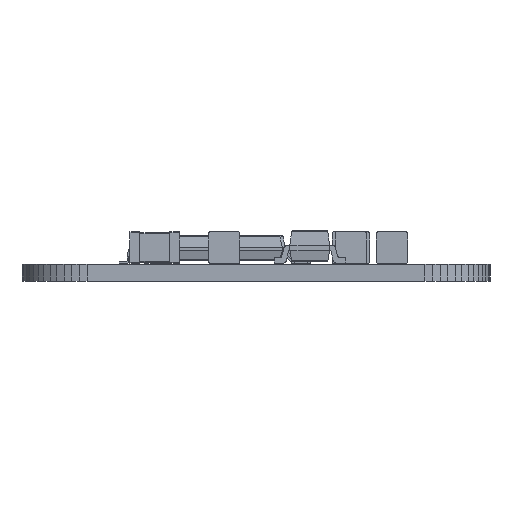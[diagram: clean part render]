
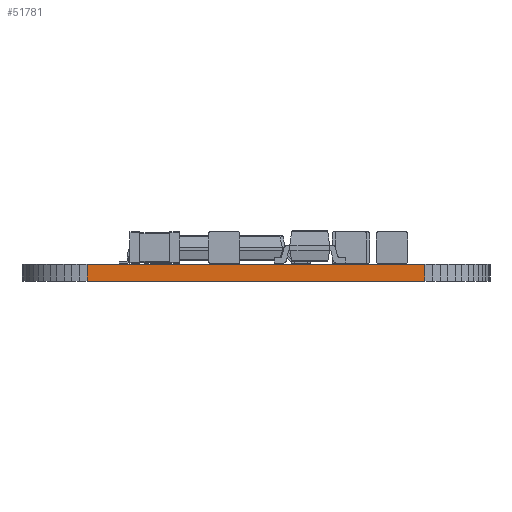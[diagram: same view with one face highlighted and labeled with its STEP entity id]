
A CAD part, front view. The second image highlights one B-rep face of the part: STEP entity #51781.
In plain terms, the highlighted planar face has unit normal (0, -1, 0).
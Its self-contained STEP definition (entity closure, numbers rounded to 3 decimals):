
#44590 = PLANE('',#44591);
#44591 = AXIS2_PLACEMENT_3D('',#44592,#44593,#44594);
#44592 = CARTESIAN_POINT('',(7.62,-18.882,0.68));
#44593 = DIRECTION('',(-0.,-0.,-1.));
#44594 = DIRECTION('',(-1.,0.,0.));
#44644 = PLANE('',#44645);
#44645 = AXIS2_PLACEMENT_3D('',#44646,#44647,#44648);
#44646 = CARTESIAN_POINT('',(7.62,-18.882,0.));
#44647 = DIRECTION('',(-0.,-0.,-1.));
#44648 = DIRECTION('',(-1.,0.,0.));
#45481 = VERTEX_POINT('',#45482);
#45482 = CARTESIAN_POINT('',(14.404,-40.714,0.));
#45496 = PLANE('',#45497);
#45497 = AXIS2_PLACEMENT_3D('',#45498,#45499,#45500);
#45498 = CARTESIAN_POINT('',(14.719,-40.695,0.));
#45499 = DIRECTION('',(0.06,-0.998,0.));
#45500 = DIRECTION('',(-0.998,-0.06,0.));
#45508 = EDGE_CURVE('',#45481,#45509,#45511,.T.);
#45509 = VERTEX_POINT('',#45510);
#45510 = CARTESIAN_POINT('',(0.836,-40.714,0.));
#45511 = SURFACE_CURVE('',#45512,(#45516,#45523),.PCURVE_S1.);
#45512 = LINE('',#45513,#45514);
#45513 = CARTESIAN_POINT('',(14.404,-40.714,0.));
#45514 = VECTOR('',#45515,1.);
#45515 = DIRECTION('',(-1.,0.,0.));
#45516 = PCURVE('',#44644,#45517);
#45517 = DEFINITIONAL_REPRESENTATION('',(#45518),#45522);
#45518 = LINE('',#45519,#45520);
#45519 = CARTESIAN_POINT('',(-6.784,-21.832));
#45520 = VECTOR('',#45521,1.);
#45521 = DIRECTION('',(1.,0.));
#45522 = ( GEOMETRIC_REPRESENTATION_CONTEXT(2) 
PARAMETRIC_REPRESENTATION_CONTEXT() REPRESENTATION_CONTEXT('2D SPACE',''
  ) );
#45523 = PCURVE('',#45524,#45529);
#45524 = PLANE('',#45525);
#45525 = AXIS2_PLACEMENT_3D('',#45526,#45527,#45528);
#45526 = CARTESIAN_POINT('',(14.404,-40.714,0.));
#45527 = DIRECTION('',(0.,-1.,0.));
#45528 = DIRECTION('',(-1.,0.,0.));
#45529 = DEFINITIONAL_REPRESENTATION('',(#45530),#45534);
#45530 = LINE('',#45531,#45532);
#45531 = CARTESIAN_POINT('',(0.,0.));
#45532 = VECTOR('',#45533,1.);
#45533 = DIRECTION('',(1.,0.));
#45534 = ( GEOMETRIC_REPRESENTATION_CONTEXT(2) 
PARAMETRIC_REPRESENTATION_CONTEXT() REPRESENTATION_CONTEXT('2D SPACE',''
  ) );
#45552 = PLANE('',#45553);
#45553 = AXIS2_PLACEMENT_3D('',#45554,#45555,#45556);
#45554 = CARTESIAN_POINT('',(0.836,-40.714,0.));
#45555 = DIRECTION('',(-0.06,-0.998,0.));
#45556 = DIRECTION('',(-0.998,0.06,0.));
#48412 = VERTEX_POINT('',#48413);
#48413 = CARTESIAN_POINT('',(14.404,-40.714,0.68));
#48434 = EDGE_CURVE('',#48412,#48435,#48437,.T.);
#48435 = VERTEX_POINT('',#48436);
#48436 = CARTESIAN_POINT('',(0.836,-40.714,0.68));
#48437 = SURFACE_CURVE('',#48438,(#48442,#48449),.PCURVE_S1.);
#48438 = LINE('',#48439,#48440);
#48439 = CARTESIAN_POINT('',(14.404,-40.714,0.68));
#48440 = VECTOR('',#48441,1.);
#48441 = DIRECTION('',(-1.,0.,0.));
#48442 = PCURVE('',#44590,#48443);
#48443 = DEFINITIONAL_REPRESENTATION('',(#48444),#48448);
#48444 = LINE('',#48445,#48446);
#48445 = CARTESIAN_POINT('',(-6.784,-21.832));
#48446 = VECTOR('',#48447,1.);
#48447 = DIRECTION('',(1.,0.));
#48448 = ( GEOMETRIC_REPRESENTATION_CONTEXT(2) 
PARAMETRIC_REPRESENTATION_CONTEXT() REPRESENTATION_CONTEXT('2D SPACE',''
  ) );
#48449 = PCURVE('',#45524,#48450);
#48450 = DEFINITIONAL_REPRESENTATION('',(#48451),#48455);
#48451 = LINE('',#48452,#48453);
#48452 = CARTESIAN_POINT('',(0.,-0.68));
#48453 = VECTOR('',#48454,1.);
#48454 = DIRECTION('',(1.,0.));
#48455 = ( GEOMETRIC_REPRESENTATION_CONTEXT(2) 
PARAMETRIC_REPRESENTATION_CONTEXT() REPRESENTATION_CONTEXT('2D SPACE',''
  ) );
#51733 = EDGE_CURVE('',#45481,#48412,#51734,.T.);
#51734 = SURFACE_CURVE('',#51735,(#51739,#51746),.PCURVE_S1.);
#51735 = LINE('',#51736,#51737);
#51736 = CARTESIAN_POINT('',(14.404,-40.714,0.));
#51737 = VECTOR('',#51738,1.);
#51738 = DIRECTION('',(0.,0.,1.));
#51739 = PCURVE('',#45496,#51740);
#51740 = DEFINITIONAL_REPRESENTATION('',(#51741),#51745);
#51741 = LINE('',#51742,#51743);
#51742 = CARTESIAN_POINT('',(0.316,0.));
#51743 = VECTOR('',#51744,1.);
#51744 = DIRECTION('',(0.,-1.));
#51745 = ( GEOMETRIC_REPRESENTATION_CONTEXT(2) 
PARAMETRIC_REPRESENTATION_CONTEXT() REPRESENTATION_CONTEXT('2D SPACE',''
  ) );
#51746 = PCURVE('',#45524,#51747);
#51747 = DEFINITIONAL_REPRESENTATION('',(#51748),#51752);
#51748 = LINE('',#51749,#51750);
#51749 = CARTESIAN_POINT('',(0.,0.));
#51750 = VECTOR('',#51751,1.);
#51751 = DIRECTION('',(0.,-1.));
#51752 = ( GEOMETRIC_REPRESENTATION_CONTEXT(2) 
PARAMETRIC_REPRESENTATION_CONTEXT() REPRESENTATION_CONTEXT('2D SPACE',''
  ) );
#51781 = ADVANCED_FACE('',(#51782),#45524,.T.);
#51782 = FACE_BOUND('',#51783,.T.);
#51783 = EDGE_LOOP('',(#51784,#51785,#51786,#51807));
#51784 = ORIENTED_EDGE('',*,*,#51733,.T.);
#51785 = ORIENTED_EDGE('',*,*,#48434,.T.);
#51786 = ORIENTED_EDGE('',*,*,#51787,.F.);
#51787 = EDGE_CURVE('',#45509,#48435,#51788,.T.);
#51788 = SURFACE_CURVE('',#51789,(#51793,#51800),.PCURVE_S1.);
#51789 = LINE('',#51790,#51791);
#51790 = CARTESIAN_POINT('',(0.836,-40.714,0.));
#51791 = VECTOR('',#51792,1.);
#51792 = DIRECTION('',(0.,0.,1.));
#51793 = PCURVE('',#45524,#51794);
#51794 = DEFINITIONAL_REPRESENTATION('',(#51795),#51799);
#51795 = LINE('',#51796,#51797);
#51796 = CARTESIAN_POINT('',(13.569,0.));
#51797 = VECTOR('',#51798,1.);
#51798 = DIRECTION('',(0.,-1.));
#51799 = ( GEOMETRIC_REPRESENTATION_CONTEXT(2) 
PARAMETRIC_REPRESENTATION_CONTEXT() REPRESENTATION_CONTEXT('2D SPACE',''
  ) );
#51800 = PCURVE('',#45552,#51801);
#51801 = DEFINITIONAL_REPRESENTATION('',(#51802),#51806);
#51802 = LINE('',#51803,#51804);
#51803 = CARTESIAN_POINT('',(0.,0.));
#51804 = VECTOR('',#51805,1.);
#51805 = DIRECTION('',(0.,-1.));
#51806 = ( GEOMETRIC_REPRESENTATION_CONTEXT(2) 
PARAMETRIC_REPRESENTATION_CONTEXT() REPRESENTATION_CONTEXT('2D SPACE',''
  ) );
#51807 = ORIENTED_EDGE('',*,*,#45508,.F.);
